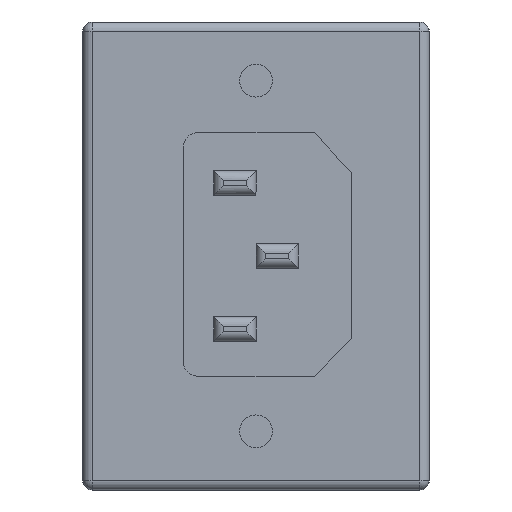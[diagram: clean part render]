
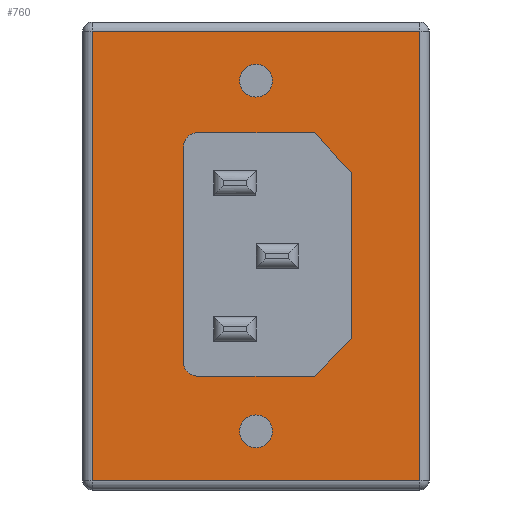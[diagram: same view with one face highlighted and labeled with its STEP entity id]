
A CAD part, left-side view. The second image highlights one B-rep face of the part: STEP entity #760.
In plain terms, the highlighted planar face has unit normal (-1, 0, 0).
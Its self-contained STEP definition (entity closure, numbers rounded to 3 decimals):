
#35 = CARTESIAN_POINT ( 'NONE',  ( 0., -24.75, 38.162 ) ) ;
#73 = DIRECTION ( 'NONE',  ( 0., -1., 0. ) ) ;
#164 = CARTESIAN_POINT ( 'NONE',  ( 0., -1., 0. ) ) ;
#205 = LINE ( 'NONE', #5500, #1791 ) ;
#223 = EDGE_CURVE ( 'NONE', #5898, #4892, #1984, .T. ) ;
#242 = ORIENTED_EDGE ( 'NONE', *, *, #2298, .F. ) ;
#254 = VECTOR ( 'NONE', #73, 1000. ) ;
#287 = VERTEX_POINT ( 'NONE', #4643 ) ;
#288 = VERTEX_POINT ( 'NONE', #35 ) ;
#394 = VERTEX_POINT ( 'NONE', #5255 ) ;
#415 = VECTOR ( 'NONE', #5168, 1000. ) ;
#425 = LINE ( 'NONE', #3396, #254 ) ;
#463 = CARTESIAN_POINT ( 'NONE',  ( 0., -36., 49. ) ) ;
#509 = DIRECTION ( 'NONE',  ( 0., 0., 1. ) ) ;
#596 = CARTESIAN_POINT ( 'NONE',  ( 0., -24.75, 12.162 ) ) ;
#671 = EDGE_CURVE ( 'NONE', #4356, #5898, #6474, .T. ) ;
#683 = CARTESIAN_POINT ( 'NONE',  ( 0., -10.759, 13.5 ) ) ;
#686 = AXIS2_PLACEMENT_3D ( 'NONE', #6329, #5293, #4149 ) ;
#760 = ADVANCED_FACE ( 'NONE', ( #6635, #3526, #6382, #4924 ), #6881, .T. ) ;
#788 = DIRECTION ( 'NONE',  ( 0., 0., 1. ) ) ;
#799 = LINE ( 'NONE', #2188, #979 ) ;
#931 = EDGE_CURVE ( 'NONE', #3828, #5238, #2162, .T. ) ;
#979 = VECTOR ( 'NONE', #509, 1000. ) ;
#1196 = EDGE_LOOP ( 'NONE', ( #3298, #1397, #6214, #4750 ) ) ;
#1377 = CARTESIAN_POINT ( 'NONE',  ( 0., -18.5, 6.273 ) ) ;
#1397 = ORIENTED_EDGE ( 'NONE', *, *, #3589, .T. ) ;
#1520 = CARTESIAN_POINT ( 'NONE',  ( 0., -18.5, 8.023 ) ) ;
#1545 = ORIENTED_EDGE ( 'NONE', *, *, #5167, .F. ) ;
#1554 = CARTESIAN_POINT ( 'NONE',  ( 0., -12.25, 12.162 ) ) ;
#1648 = DIRECTION ( 'NONE',  ( 0., 0.679, 0.734 ) ) ;
#1696 = DIRECTION ( 'NONE',  ( 0., 0., -1. ) ) ;
#1755 = LINE ( 'NONE', #3482, #415 ) ;
#1791 = VECTOR ( 'NONE', #2769, 1000. ) ;
#1984 = LINE ( 'NONE', #3945, #5646 ) ;
#1998 = CARTESIAN_POINT ( 'NONE',  ( 0., -1., 1. ) ) ;
#2005 = VERTEX_POINT ( 'NONE', #596 ) ;
#2006 = CARTESIAN_POINT ( 'NONE',  ( 0., -18.5, 38.162 ) ) ;
#2162 = CIRCLE ( 'NONE', #5918, 1.75 ) ;
#2164 = VERTEX_POINT ( 'NONE', #2942 ) ;
#2181 = CIRCLE ( 'NONE', #6014, 1.75 ) ;
#2188 = CARTESIAN_POINT ( 'NONE',  ( 0., -28.75, 25. ) ) ;
#2214 = CARTESIAN_POINT ( 'NONE',  ( 0., -28.75, 16.162 ) ) ;
#2218 = LINE ( 'NONE', #7055, #6023 ) ;
#2269 = ORIENTED_EDGE ( 'NONE', *, *, #671, .F. ) ;
#2298 = EDGE_CURVE ( 'NONE', #5117, #2164, #2181, .T. ) ;
#2313 = DIRECTION ( 'NONE',  ( -1., 0., 0. ) ) ;
#2321 = AXIS2_PLACEMENT_3D ( 'NONE', #4811, #3734, #4267 ) ;
#2449 = DIRECTION ( 'NONE',  ( -1., 0., 0. ) ) ;
#2482 = ORIENTED_EDGE ( 'NONE', *, *, #5440, .F. ) ;
#2498 = VECTOR ( 'NONE', #1696, 1000. ) ;
#2566 = DIRECTION ( 'NONE',  ( -1., 0., 0. ) ) ;
#2663 = DIRECTION ( 'NONE',  ( 0., -0.707, 0.707 ) ) ;
#2767 = VERTEX_POINT ( 'NONE', #3835 ) ;
#2769 = DIRECTION ( 'NONE',  ( 0., 1., 0. ) ) ;
#2942 = CARTESIAN_POINT ( 'NONE',  ( 0., -18.5, 45.477 ) ) ;
#2968 = EDGE_CURVE ( 'NONE', #2767, #6866, #7119, .T. ) ;
#3077 = DIRECTION ( 'NONE',  ( 0., 0., -1. ) ) ;
#3100 = EDGE_CURVE ( 'NONE', #2164, #5117, #3941, .T. ) ;
#3122 = VECTOR ( 'NONE', #6978, 1000. ) ;
#3298 = ORIENTED_EDGE ( 'NONE', *, *, #4173, .T. ) ;
#3396 = CARTESIAN_POINT ( 'NONE',  ( 0., -37., 1. ) ) ;
#3397 = CARTESIAN_POINT ( 'NONE',  ( 0., -12.25, 13.662 ) ) ;
#3482 = CARTESIAN_POINT ( 'NONE',  ( 0., -18.5, 12.162 ) ) ;
#3506 = VERTEX_POINT ( 'NONE', #1554 ) ;
#3526 = FACE_BOUND ( 'NONE', #4929, .T. ) ;
#3571 = ORIENTED_EDGE ( 'NONE', *, *, #5306, .F. ) ;
#3589 = EDGE_CURVE ( 'NONE', #6713, #2767, #425, .T. ) ;
#3603 = LINE ( 'NONE', #164, #2498 ) ;
#3675 = AXIS2_PLACEMENT_3D ( 'NONE', #3397, #2313, #6753 ) ;
#3734 = DIRECTION ( 'NONE',  ( -1., 0., 0. ) ) ;
#3828 = VERTEX_POINT ( 'NONE', #6913 ) ;
#3835 = CARTESIAN_POINT ( 'NONE',  ( 0., -36., 1. ) ) ;
#3941 = CIRCLE ( 'NONE', #2321, 1.75 ) ;
#3945 = CARTESIAN_POINT ( 'NONE',  ( 0., -10.759, 25. ) ) ;
#3971 = LINE ( 'NONE', #7149, #4499 ) ;
#4119 = EDGE_CURVE ( 'NONE', #394, #288, #3971, .T. ) ;
#4149 = DIRECTION ( 'NONE',  ( 0., 0., 1. ) ) ;
#4173 = EDGE_CURVE ( 'NONE', #287, #6713, #3603, .T. ) ;
#4190 = ORIENTED_EDGE ( 'NONE', *, *, #6046, .F. ) ;
#4267 = DIRECTION ( 'NONE',  ( 0., 0., -1. ) ) ;
#4282 = CARTESIAN_POINT ( 'NONE',  ( 0., -18.5, 41.977 ) ) ;
#4356 = VERTEX_POINT ( 'NONE', #4508 ) ;
#4482 = DIRECTION ( 'NONE',  ( 0., 0., -1. ) ) ;
#4499 = VECTOR ( 'NONE', #1648, 1000. ) ;
#4508 = CARTESIAN_POINT ( 'NONE',  ( 0., -12.25, 38.162 ) ) ;
#4607 = ORIENTED_EDGE ( 'NONE', *, *, #4884, .F. ) ;
#4643 = CARTESIAN_POINT ( 'NONE',  ( 0., -1., 49. ) ) ;
#4652 = CIRCLE ( 'NONE', #3675, 1.5 ) ;
#4697 = CIRCLE ( 'NONE', #5243, 1.75 ) ;
#4749 = CARTESIAN_POINT ( 'NONE',  ( 0., 0., 0. ) ) ;
#4750 = ORIENTED_EDGE ( 'NONE', *, *, #4802, .T. ) ;
#4802 = EDGE_CURVE ( 'NONE', #6866, #287, #205, .T. ) ;
#4811 = CARTESIAN_POINT ( 'NONE',  ( 0., -18.5, 43.727 ) ) ;
#4838 = CARTESIAN_POINT ( 'NONE',  ( 0., -18.5, 6.273 ) ) ;
#4884 = EDGE_CURVE ( 'NONE', #4892, #3506, #4652, .T. ) ;
#4892 = VERTEX_POINT ( 'NONE', #683 ) ;
#4924 = FACE_BOUND ( 'NONE', #5452, .T. ) ;
#4929 = EDGE_LOOP ( 'NONE', ( #6093, #242 ) ) ;
#5073 = AXIS2_PLACEMENT_3D ( 'NONE', #4749, #2566, #7013 ) ;
#5079 = DIRECTION ( 'NONE',  ( 0., 0., 1. ) ) ;
#5117 = VERTEX_POINT ( 'NONE', #4282 ) ;
#5167 = EDGE_CURVE ( 'NONE', #2005, #7064, #2218, .T. ) ;
#5168 = DIRECTION ( 'NONE',  ( 0., -1., 0. ) ) ;
#5238 = VERTEX_POINT ( 'NONE', #1520 ) ;
#5243 = AXIS2_PLACEMENT_3D ( 'NONE', #4838, #7031, #5417 ) ;
#5255 = CARTESIAN_POINT ( 'NONE',  ( 0., -28.75, 33.838 ) ) ;
#5293 = DIRECTION ( 'NONE',  ( -1., 0., 0. ) ) ;
#5306 = EDGE_CURVE ( 'NONE', #7064, #394, #799, .T. ) ;
#5417 = DIRECTION ( 'NONE',  ( 0., 0., 1. ) ) ;
#5440 = EDGE_CURVE ( 'NONE', #3506, #2005, #1755, .T. ) ;
#5452 = EDGE_LOOP ( 'NONE', ( #6431, #3571, #1545, #2482, #4607, #6269, #2269, #5932 ) ) ;
#5484 = LINE ( 'NONE', #2006, #3122 ) ;
#5497 = EDGE_LOOP ( 'NONE', ( #4190, #6127 ) ) ;
#5500 = CARTESIAN_POINT ( 'NONE',  ( 0., 0., 49. ) ) ;
#5646 = VECTOR ( 'NONE', #4482, 1000. ) ;
#5676 = VECTOR ( 'NONE', #5079, 1000. ) ;
#5748 = CARTESIAN_POINT ( 'NONE',  ( 0., -10.759, 36.5 ) ) ;
#5868 = DIRECTION ( 'NONE',  ( -1., 0., 0. ) ) ;
#5898 = VERTEX_POINT ( 'NONE', #5748 ) ;
#5918 = AXIS2_PLACEMENT_3D ( 'NONE', #1377, #2449, #788 ) ;
#5932 = ORIENTED_EDGE ( 'NONE', *, *, #6221, .F. ) ;
#6014 = AXIS2_PLACEMENT_3D ( 'NONE', #6414, #5868, #3077 ) ;
#6023 = VECTOR ( 'NONE', #2663, 1000. ) ;
#6046 = EDGE_CURVE ( 'NONE', #5238, #3828, #4697, .T. ) ;
#6093 = ORIENTED_EDGE ( 'NONE', *, *, #3100, .F. ) ;
#6127 = ORIENTED_EDGE ( 'NONE', *, *, #931, .F. ) ;
#6214 = ORIENTED_EDGE ( 'NONE', *, *, #2968, .T. ) ;
#6221 = EDGE_CURVE ( 'NONE', #288, #4356, #5484, .T. ) ;
#6269 = ORIENTED_EDGE ( 'NONE', *, *, #223, .F. ) ;
#6329 = CARTESIAN_POINT ( 'NONE',  ( 0., -12.25, 36.662 ) ) ;
#6382 = FACE_BOUND ( 'NONE', #5497, .T. ) ;
#6414 = CARTESIAN_POINT ( 'NONE',  ( 0., -18.5, 43.727 ) ) ;
#6431 = ORIENTED_EDGE ( 'NONE', *, *, #4119, .F. ) ;
#6474 = CIRCLE ( 'NONE', #686, 1.5 ) ;
#6635 = FACE_OUTER_BOUND ( 'NONE', #1196, .T. ) ;
#6685 = CARTESIAN_POINT ( 'NONE',  ( 0., -36., 50. ) ) ;
#6713 = VERTEX_POINT ( 'NONE', #1998 ) ;
#6753 = DIRECTION ( 'NONE',  ( 0., 0., 1. ) ) ;
#6866 = VERTEX_POINT ( 'NONE', #463 ) ;
#6881 = PLANE ( 'NONE',  #5073 ) ;
#6913 = CARTESIAN_POINT ( 'NONE',  ( 0., -18.5, 4.523 ) ) ;
#6978 = DIRECTION ( 'NONE',  ( 0., 1., 0. ) ) ;
#7013 = DIRECTION ( 'NONE',  ( 0., 0., 1. ) ) ;
#7031 = DIRECTION ( 'NONE',  ( -1., 0., 0. ) ) ;
#7055 = CARTESIAN_POINT ( 'NONE',  ( 0., -24.75, 12.162 ) ) ;
#7064 = VERTEX_POINT ( 'NONE', #2214 ) ;
#7119 = LINE ( 'NONE', #6685, #5676 ) ;
#7149 = CARTESIAN_POINT ( 'NONE',  ( 0., -24.75, 38.162 ) ) ;
